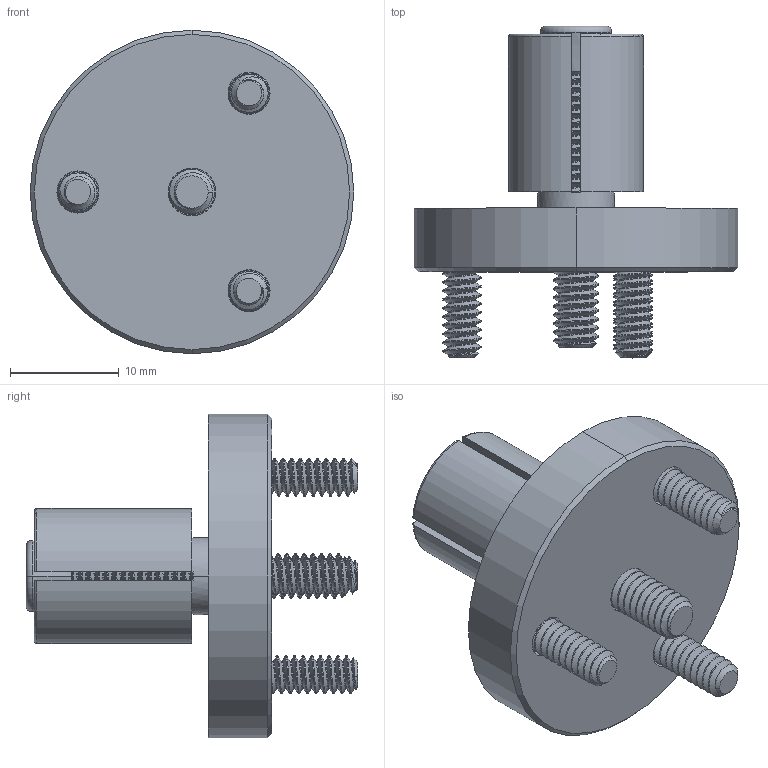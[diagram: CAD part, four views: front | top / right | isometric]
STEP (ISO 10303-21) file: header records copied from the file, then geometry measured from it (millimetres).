
FILE_DESCRIPTION (( 'STEP AP214' ), '1' );
FILE_NAME ('31050DD for Step as Part.STEP', '2022-03-11T19:25:01', ( '' ), ( '' ), 'SwSTEP 2.0', 'SolidWorks 2021', '' );
FILE_SCHEMA (( 'AUTOMOTIVE_DESIGN' ));
Length unit declared in the file: inch
Products named in the file (1): 31050DD for Step as Part
Bounding box: 29.72 x 30.49 x 29.72 mm (x, y, z)
Volume: 5632 mm3; surface area: 4984.6 mm2
Topology: 5 solids, 5 shells, 469 faces, 1270 edges, 819 vertices
Faces by surface type: cylinder 311, cone 68, plane 66, torus 16, bspline 8
Entity records: 28931 total; most frequent: CARTESIAN_POINT 12638, ORIENTED_EDGE 2540, DIRECTION 1748, EDGE_CURVE 1270, VERTEX_POINT 819, AXIS2_PLACEMENT_3D 652, EDGE_LOOP 485, LENGTH_MEASURE_WITH_UNIT 476
